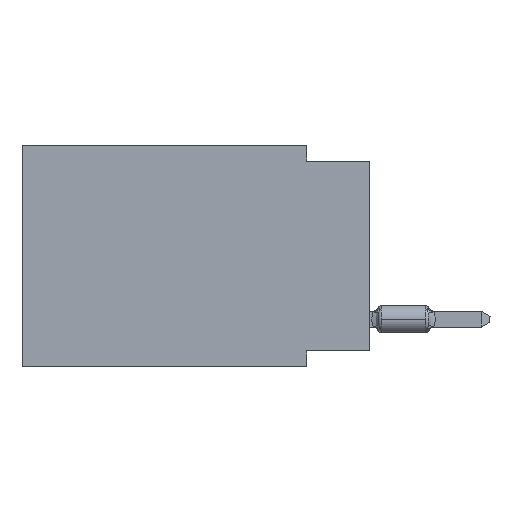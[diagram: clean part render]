
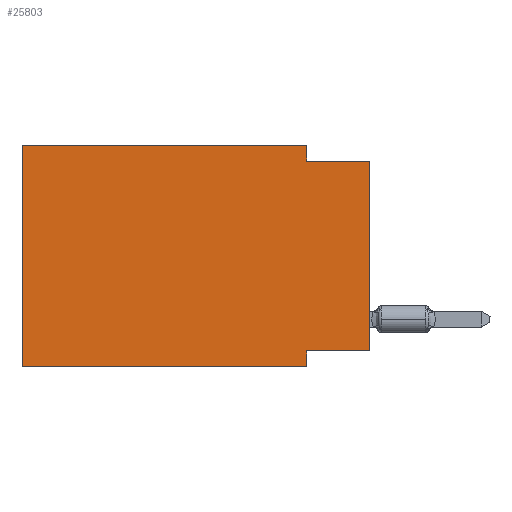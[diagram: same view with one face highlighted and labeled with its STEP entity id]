
A CAD part, left-side view. The second image highlights one B-rep face of the part: STEP entity #25803.
In plain terms, the highlighted planar face has unit normal (-1, 0, 0).
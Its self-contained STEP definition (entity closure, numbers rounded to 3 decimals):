
#280 = DIRECTION ( 'NONE',  ( 0., 0., -1. ) ) ;
#840 = CARTESIAN_POINT ( 'NONE',  ( 0., 0., 0. ) ) ;
#1137 = ORIENTED_EDGE ( 'NONE', *, *, #4334, .T. ) ;
#1317 = LINE ( 'NONE', #24062, #22940 ) ;
#1443 = CARTESIAN_POINT ( 'NONE',  ( 0., 0., -8.255 ) ) ;
#1590 = ORIENTED_EDGE ( 'NONE', *, *, #5840, .F. ) ;
#1688 = VECTOR ( 'NONE', #10889, 1000. ) ;
#2170 = EDGE_LOOP ( 'NONE', ( #1137, #1590, #12822, #15505, #10559, #16365, #16923, #24192 ) ) ;
#2249 = CARTESIAN_POINT ( 'NONE',  ( 0., 2.54, 0. ) ) ;
#2491 = CARTESIAN_POINT ( 'NONE',  ( 0., 2.54, -8.255 ) ) ;
#2879 = VERTEX_POINT ( 'NONE', #11331 ) ;
#3871 = LINE ( 'NONE', #24991, #25608 ) ;
#4334 = EDGE_CURVE ( 'NONE', #18569, #9819, #17169, .T. ) ;
#5249 = CARTESIAN_POINT ( 'NONE',  ( 0., 0., -0.635 ) ) ;
#5518 = LINE ( 'NONE', #5249, #14999 ) ;
#5840 = EDGE_CURVE ( 'NONE', #17452, #9819, #5518, .T. ) ;
#5868 = DIRECTION ( 'NONE',  ( 0., -1., 0. ) ) ;
#6527 = CARTESIAN_POINT ( 'NONE',  ( 0., 13.97, 0. ) ) ;
#6669 = CARTESIAN_POINT ( 'NONE',  ( 0., 0., -8.255 ) ) ;
#8160 = LINE ( 'NONE', #14304, #18375 ) ;
#8687 = DIRECTION ( 'NONE',  ( 0., 0., 1. ) ) ;
#9819 = VERTEX_POINT ( 'NONE', #15452 ) ;
#10276 = VERTEX_POINT ( 'NONE', #2491 ) ;
#10559 = ORIENTED_EDGE ( 'NONE', *, *, #20081, .F. ) ;
#10889 = DIRECTION ( 'NONE',  ( 0., 1., 0. ) ) ;
#11331 = CARTESIAN_POINT ( 'NONE',  ( 0., 2.54, -8.89 ) ) ;
#11508 = DIRECTION ( 'NONE',  ( 0., -1., 0. ) ) ;
#12261 = CARTESIAN_POINT ( 'NONE',  ( 0., 13.97, 0. ) ) ;
#12796 = PLANE ( 'NONE',  #23585 ) ;
#12822 = ORIENTED_EDGE ( 'NONE', *, *, #22921, .F. ) ;
#13529 = CARTESIAN_POINT ( 'NONE',  ( 0., 13.97, 0. ) ) ;
#13742 = CARTESIAN_POINT ( 'NONE',  ( 0., 13.97, -8.89 ) ) ;
#13995 = VERTEX_POINT ( 'NONE', #2249 ) ;
#14304 = CARTESIAN_POINT ( 'NONE',  ( 0., 13.97, -8.89 ) ) ;
#14504 = VERTEX_POINT ( 'NONE', #13742 ) ;
#14839 = DIRECTION ( 'NONE',  ( 1., 0., 0. ) ) ;
#14983 = CARTESIAN_POINT ( 'NONE',  ( 0., 2.54, -0.635 ) ) ;
#14999 = VECTOR ( 'NONE', #11508, 1000. ) ;
#15452 = CARTESIAN_POINT ( 'NONE',  ( 0., 0., -0.635 ) ) ;
#15505 = ORIENTED_EDGE ( 'NONE', *, *, #26881, .F. ) ;
#15742 = DIRECTION ( 'NONE',  ( 0., 0., -1. ) ) ;
#16348 = DIRECTION ( 'NONE',  ( 0., -1., 0. ) ) ;
#16365 = ORIENTED_EDGE ( 'NONE', *, *, #26821, .T. ) ;
#16733 = CARTESIAN_POINT ( 'NONE',  ( 0., 13.97, 0. ) ) ;
#16923 = ORIENTED_EDGE ( 'NONE', *, *, #24299, .F. ) ;
#17169 = LINE ( 'NONE', #840, #20186 ) ;
#17431 = EDGE_CURVE ( 'NONE', #18569, #10276, #26744, .T. ) ;
#17452 = VERTEX_POINT ( 'NONE', #14983 ) ;
#18375 = VECTOR ( 'NONE', #5868, 1000. ) ;
#18569 = VERTEX_POINT ( 'NONE', #1443 ) ;
#18663 = FACE_OUTER_BOUND ( 'NONE', #2170, .T. ) ;
#20081 = EDGE_CURVE ( 'NONE', #14504, #21077, #21582, .T. ) ;
#20186 = VECTOR ( 'NONE', #8687, 1000. ) ;
#21077 = VERTEX_POINT ( 'NONE', #16733 ) ;
#21582 = LINE ( 'NONE', #13529, #24825 ) ;
#21722 = DIRECTION ( 'NONE',  ( 0., 0., 1. ) ) ;
#22921 = EDGE_CURVE ( 'NONE', #13995, #17452, #1317, .T. ) ;
#22940 = VECTOR ( 'NONE', #15742, 1000. ) ;
#23585 = AXIS2_PLACEMENT_3D ( 'NONE', #6527, #14839, #280 ) ;
#24062 = CARTESIAN_POINT ( 'NONE',  ( 0., 2.54, 0. ) ) ;
#24192 = ORIENTED_EDGE ( 'NONE', *, *, #17431, .F. ) ;
#24299 = EDGE_CURVE ( 'NONE', #10276, #2879, #3871, .T. ) ;
#24498 = VECTOR ( 'NONE', #16348, 1000. ) ;
#24825 = VECTOR ( 'NONE', #21722, 1000. ) ;
#24991 = CARTESIAN_POINT ( 'NONE',  ( 0., 2.54, -8.89 ) ) ;
#25117 = DIRECTION ( 'NONE',  ( 0., 0., -1. ) ) ;
#25608 = VECTOR ( 'NONE', #25117, 1000. ) ;
#25803 = ADVANCED_FACE ( 'NONE', ( #18663 ), #12796, .F. ) ;
#26573 = LINE ( 'NONE', #12261, #24498 ) ;
#26744 = LINE ( 'NONE', #6669, #1688 ) ;
#26821 = EDGE_CURVE ( 'NONE', #14504, #2879, #8160, .T. ) ;
#26881 = EDGE_CURVE ( 'NONE', #21077, #13995, #26573, .T. ) ;
